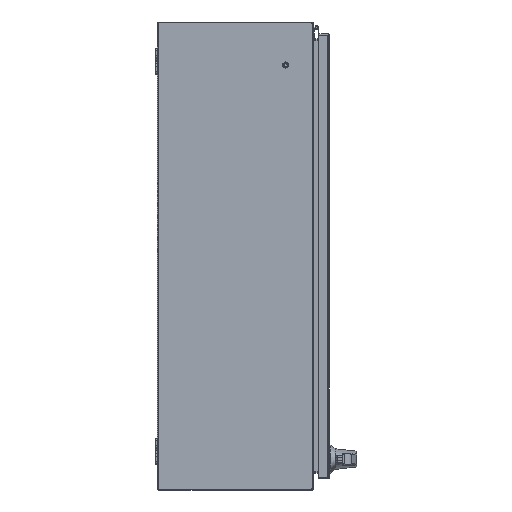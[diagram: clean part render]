
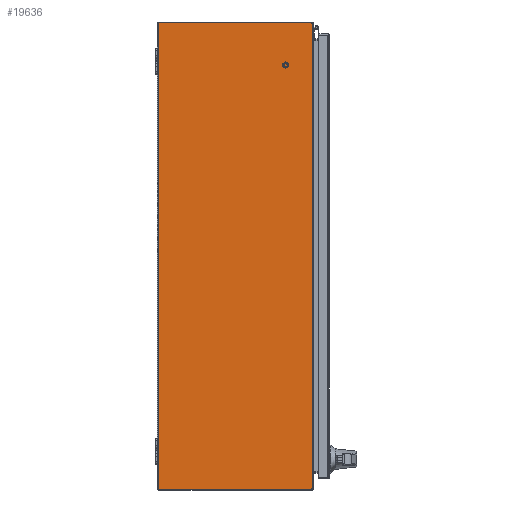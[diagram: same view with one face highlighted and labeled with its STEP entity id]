
A CAD part, front view. The second image highlights one B-rep face of the part: STEP entity #19636.
In plain terms, the highlighted face is planar.
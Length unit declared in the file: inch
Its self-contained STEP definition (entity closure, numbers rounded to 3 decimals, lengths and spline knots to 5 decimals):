
#181 = EDGE_LOOP ( 'NONE', ( #5010, #80640, #5725, #7926, #32011, #24901 ) ) ;
#4470 = DIRECTION ( 'NONE',  ( 0., 1., 0. ) ) ;
#5010 = ORIENTED_EDGE ( 'NONE', *, *, #14686, .T. ) ;
#5095 = DIRECTION ( 'NONE',  ( 0., 0., -1. ) ) ;
#5725 = ORIENTED_EDGE ( 'NONE', *, *, #103334, .T. ) ;
#7253 = AXIS2_PLACEMENT_3D ( 'NONE', #75417, #48050, #66713 ) ;
#7844 = CARTESIAN_POINT ( 'NONE',  ( 17.928, -11.77404, -18. ) ) ;
#7926 = ORIENTED_EDGE ( 'NONE', *, *, #84301, .T. ) ;
#12491 = CARTESIAN_POINT ( 'NONE',  ( -17.678, -11.77404, -18. ) ) ;
#14686 = EDGE_CURVE ( 'NONE', #47012, #95605, #107663, .T. ) ;
#19636 = ADVANCED_FACE ( 'NONE', ( #103820 ), #116292, .T. ) ;
#20221 = AXIS2_PLACEMENT_3D ( 'NONE', #12491, #95269, #113465 ) ;
#20665 = CIRCLE ( 'NONE', #20221, 0.25 ) ;
#22803 = CARTESIAN_POINT ( 'NONE',  ( 17.89842, -11.892, -18. ) ) ;
#24901 = ORIENTED_EDGE ( 'NONE', *, *, #96433, .T. ) ;
#27738 = AXIS2_PLACEMENT_3D ( 'NONE', #96606, #5095, #77251 ) ;
#31671 = LINE ( 'NONE', #79691, #64339 ) ;
#32011 = ORIENTED_EDGE ( 'NONE', *, *, #65608, .T. ) ;
#38150 = VERTEX_POINT ( 'NONE', #85088 ) ;
#47012 = VERTEX_POINT ( 'NONE', #7844 ) ;
#48050 = DIRECTION ( 'NONE',  ( 0., 0., -1. ) ) ;
#60009 = VERTEX_POINT ( 'NONE', #109623 ) ;
#60224 = VERTEX_POINT ( 'NONE', #110738 ) ;
#61419 = DIRECTION ( 'NONE',  ( 0., -1., 0. ) ) ;
#62028 = CARTESIAN_POINT ( 'NONE',  ( 17.928, -0.072, -18. ) ) ;
#64339 = VECTOR ( 'NONE', #61419, 39.37008 ) ;
#65608 = EDGE_CURVE ( 'NONE', #60224, #38150, #97619, .T. ) ;
#65790 = CARTESIAN_POINT ( 'NONE',  ( -17.89842, -11.892, -18. ) ) ;
#66713 = DIRECTION ( 'NONE',  ( 0., -1., 0. ) ) ;
#71909 = DIRECTION ( 'NONE',  ( -1., 0., 0. ) ) ;
#73538 = VECTOR ( 'NONE', #117074, 39.37008 ) ;
#75417 = CARTESIAN_POINT ( 'NONE',  ( 17.928, -0.072, -18. ) ) ;
#77251 = DIRECTION ( 'NONE',  ( -1., 0., 0. ) ) ;
#79691 = CARTESIAN_POINT ( 'NONE',  ( 17.928, -0.072, -18. ) ) ;
#80640 = ORIENTED_EDGE ( 'NONE', *, *, #81399, .T. ) ;
#81399 = EDGE_CURVE ( 'NONE', #95605, #83244, #108621, .T. ) ;
#83244 = VERTEX_POINT ( 'NONE', #65790 ) ;
#84301 = EDGE_CURVE ( 'NONE', #60009, #60224, #91864, .T. ) ;
#85088 = CARTESIAN_POINT ( 'NONE',  ( 17.928, -0.072, -18. ) ) ;
#87311 = CARTESIAN_POINT ( 'NONE',  ( -17.928, -0.072, -18. ) ) ;
#91864 = LINE ( 'NONE', #87311, #104565 ) ;
#95269 = DIRECTION ( 'NONE',  ( 0., 0., -1. ) ) ;
#95605 = VERTEX_POINT ( 'NONE', #22803 ) ;
#96433 = EDGE_CURVE ( 'NONE', #38150, #47012, #31671, .T. ) ;
#96606 = CARTESIAN_POINT ( 'NONE',  ( 17.678, -11.77404, -18. ) ) ;
#97619 = LINE ( 'NONE', #62028, #73538 ) ;
#98088 = CARTESIAN_POINT ( 'NONE',  ( 17.928, -11.892, -18. ) ) ;
#103334 = EDGE_CURVE ( 'NONE', #83244, #60009, #20665, .T. ) ;
#103820 = FACE_OUTER_BOUND ( 'NONE', #181, .T. ) ;
#104565 = VECTOR ( 'NONE', #4470, 39.37008 ) ;
#107663 = CIRCLE ( 'NONE', #27738, 0.25 ) ;
#108621 = LINE ( 'NONE', #98088, #114302 ) ;
#109623 = CARTESIAN_POINT ( 'NONE',  ( -17.928, -11.77404, -18. ) ) ;
#110738 = CARTESIAN_POINT ( 'NONE',  ( -17.928, -0.072, -18. ) ) ;
#113465 = DIRECTION ( 'NONE',  ( -1., 0., 0. ) ) ;
#114302 = VECTOR ( 'NONE', #71909, 39.37008 ) ;
#116292 = PLANE ( 'NONE',  #7253 ) ;
#117074 = DIRECTION ( 'NONE',  ( 1., 0., 0. ) ) ;
